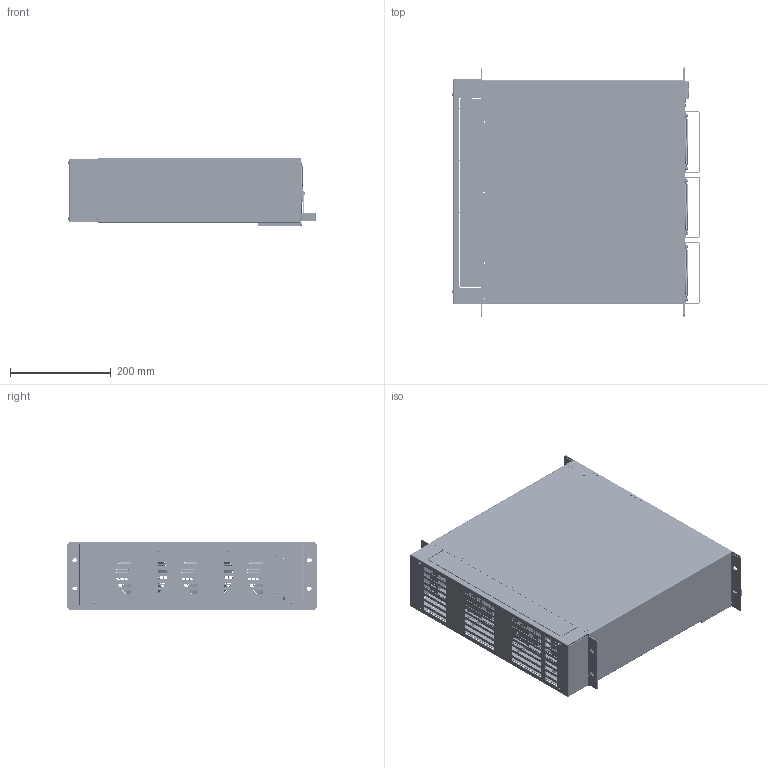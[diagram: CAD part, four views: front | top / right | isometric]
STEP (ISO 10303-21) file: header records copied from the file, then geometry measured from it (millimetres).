
FILE_DESCRIPTION(/* description */ (''),/* implementation_level */ '2;1');
FILE_NAME(/* name */ 'ivertorssetiu.step',/* time_stamp */ '2020-07-29T09:46:15+07:00',/* author */ ('User'),/* organization */ (''),/* preprocessor_version */ 'ST-DEVELOPER v17',/* originating_system */ 'AutoCAD Mechanical',/* authorisation */ '');
FILE_SCHEMA (('AUTOMOTIVE_DESIGN { 1 0 10303 214 3 1 1 }'));
Products named in the file (1): Product
Bounding box: 491 x 494.3 x 133.15 mm (x, y, z)
Volume: 4205674.7 mm3; surface area: 4095474.4 mm2
Topology: 449 solids, 449 shells, 6993 faces, 19016 edges, 12917 vertices
Faces by surface type: plane 5360, cylinder 1421, torus 141, sphere 65, cone 6
Full cylindrical faces by diameter (mm): 1 x50, 2 x28, 2.2 x6, 2.3 x16, 3 x58, 3.15 x2, 3.2 x2, 3.5 x85, 3.999 x8, 4 x28, 4.5 x5, 5 x31, 5.6 x30, 5.8 x6, 6 x29, 7 x10, 7.465 x8, 8 x9, 8.5 x6, 8.6 x12, 9.31 x10, 10 x10, 10.2 x6, 105 x3, 115 x3
Entity records: 225237 total; most frequent: CARTESIAN_POINT 41711, ORIENTED_EDGE 37852, DIRECTION 36821, EDGE_CURVE 18926, LINE 14631, VECTOR 14631, VERTEX_POINT 12886, AXIS2_PLACEMENT_3D 11095
